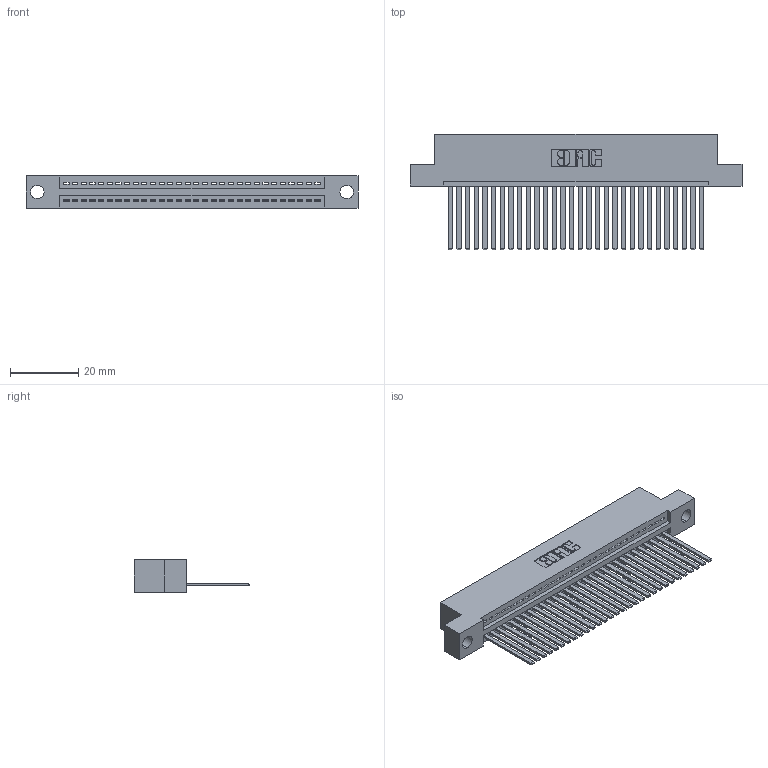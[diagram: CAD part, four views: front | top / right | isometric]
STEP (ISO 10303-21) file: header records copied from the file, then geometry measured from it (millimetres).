
FILE_DESCRIPTION (( 'STEP AP203' ), '1' );
FILE_NAME ('345-030-544-104.STEP', '2018-08-23T06:41:02', ( '' ), ( '' ), 'SwSTEP 2.0', 'SolidWorks 2016', '' );
FILE_SCHEMA (( 'CONFIG_CONTROL_DESIGN' ));
Length unit declared in the file: inch
Products named in the file (3): 345 Part_Flush Mounting Lugs - 0.156 Dia-TH; 345-292-001_345-293-144; 345-030-544-104
Assembly tree (31 placements, depth 2):
  345-030-544-104
    345 Part_Flush Mounting Lugs - 0.156 Dia-TH
    345-292-001_345-293-144  x30
Bounding box: 97.41 x 33.96 x 9.4 mm (x, y, z)
Volume: 9413.3 mm3; surface area: 13198.1 mm2
Topology: 31 solids, 31 shells, 1686 faces, 5081 edges, 3346 vertices
Faces by surface type: plane 1160, cylinder 526
Entity records: 24013 total; most frequent: CARTESIAN_POINT 4166, ORIENTED_EDGE 4130, DIRECTION 3653, EDGE_CURVE 2065, LINE 1817, VECTOR 1817, VERTEX_POINT 1374, AXIS2_PLACEMENT_3D 918
